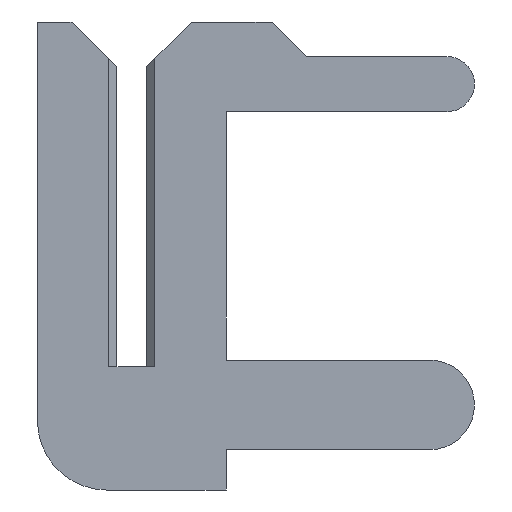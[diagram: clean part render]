
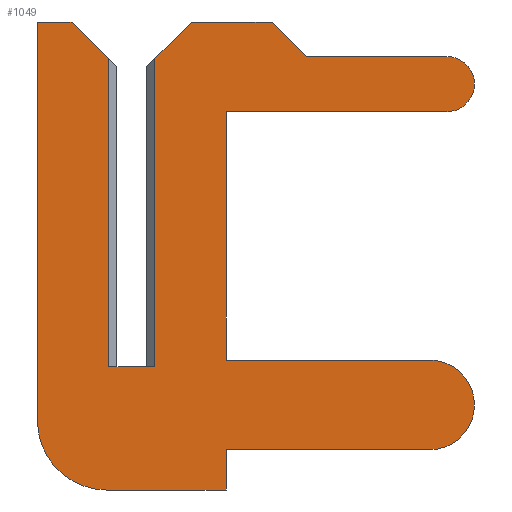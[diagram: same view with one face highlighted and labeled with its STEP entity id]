
A CAD part, left-side view. The second image highlights one B-rep face of the part: STEP entity #1049.
In plain terms, the highlighted planar face has unit normal (-1, 0, 0).
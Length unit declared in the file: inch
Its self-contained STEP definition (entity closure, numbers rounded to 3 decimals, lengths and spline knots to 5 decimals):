
#6 = LINE ( 'NONE', #948, #156 ) ;
#10 = EDGE_CURVE ( 'NONE', #625, #294, #263, .T. ) ;
#22 = VERTEX_POINT ( 'NONE', #1023 ) ;
#26 = EDGE_CURVE ( 'NONE', #200, #424, #517, .T. ) ;
#30 = VECTOR ( 'NONE', #75, 39.37008 ) ;
#37 = CARTESIAN_POINT ( 'NONE',  ( -0.01, 0.026, 0.15 ) ) ;
#38 = ORIENTED_EDGE ( 'NONE', *, *, #126, .F. ) ;
#42 = LINE ( 'NONE', #950, #145 ) ;
#45 = VERTEX_POINT ( 'NONE', #349 ) ;
#52 = LINE ( 'NONE', #136, #290 ) ;
#66 = CARTESIAN_POINT ( 'NONE',  ( -0.01, -0.041, 0.003 ) ) ;
#75 = DIRECTION ( 'NONE',  ( 0., -1., 0. ) ) ;
#79 = DIRECTION ( 'NONE',  ( 0., -1., 0. ) ) ;
#97 = EDGE_CURVE ( 'NONE', #294, #252, #42, .T. ) ;
#109 = CARTESIAN_POINT ( 'NONE',  ( -0.01, -0.1295, -0.0165 ) ) ;
#113 = DIRECTION ( 'NONE',  ( 0., 1., 0. ) ) ;
#115 = LINE ( 'NONE', #246, #329 ) ;
#125 = VERTEX_POINT ( 'NONE', #691 ) ;
#126 = EDGE_CURVE ( 'NONE', #45, #754, #306, .T. ) ;
#132 = VECTOR ( 'NONE', #216, 39.37008 ) ;
#136 = CARTESIAN_POINT ( 'NONE',  ( -0.01, -0.041, -0.0535 ) ) ;
#138 = DIRECTION ( 'NONE',  ( 0., 0., 1. ) ) ;
#145 = VECTOR ( 'NONE', #463, 39.37008 ) ;
#146 = ORIENTED_EDGE ( 'NONE', *, *, #736, .F. ) ;
#156 = VECTOR ( 'NONE', #348, 39.37008 ) ;
#163 = EDGE_CURVE ( 'NONE', #252, #200, #52, .T. ) ;
#164 = AXIS2_PLACEMENT_3D ( 'NONE', #472, #400, #898 ) ;
#171 = AXIS2_PLACEMENT_3D ( 'NONE', #109, #276, #766 ) ;
#173 = VECTOR ( 'NONE', #401, 39.37008 ) ;
#176 = ORIENTED_EDGE ( 'NONE', *, *, #163, .F. ) ;
#177 = CARTESIAN_POINT ( 'NONE',  ( -0.01, -0.137, 0.135 ) ) ;
#185 = VERTEX_POINT ( 'NONE', #446 ) ;
#193 = CARTESIAN_POINT ( 'NONE',  ( -0.01, -0.026, 0.15 ) ) ;
#195 = VERTEX_POINT ( 'NONE', #694 ) ;
#199 = CARTESIAN_POINT ( 'NONE',  ( -0.01, -0.1295, 0.003 ) ) ;
#200 = VERTEX_POINT ( 'NONE', #613 ) ;
#206 = ORIENTED_EDGE ( 'NONE', *, *, #382, .F. ) ;
#211 = EDGE_CURVE ( 'NONE', #1016, #959, #728, .T. ) ;
#213 = ORIENTED_EDGE ( 'NONE', *, *, #274, .F. ) ;
#216 = DIRECTION ( 'NONE',  ( 0., -1., 0. ) ) ;
#220 = LINE ( 'NONE', #868, #1009 ) ;
#226 = DIRECTION ( 'NONE',  ( 0., -0.707, 0.707 ) ) ;
#240 = AXIS2_PLACEMENT_3D ( 'NONE', #894, #558, #718 ) ;
#246 = CARTESIAN_POINT ( 'NONE',  ( -0.01, 0.01, -0.0235 ) ) ;
#252 = VERTEX_POINT ( 'NONE', #987 ) ;
#259 = CARTESIAN_POINT ( 'NONE',  ( -0.01, -0.041, 0.111 ) ) ;
#260 = EDGE_CURVE ( 'NONE', #195, #125, #593, .T. ) ;
#263 = CIRCLE ( 'NONE', #171, 0.0195 ) ;
#274 = EDGE_CURVE ( 'NONE', #22, #436, #351, .T. ) ;
#276 = DIRECTION ( 'NONE',  ( 1., 0., 0. ) ) ;
#287 = CARTESIAN_POINT ( 'NONE',  ( -0.01, 0.0065, 0. ) ) ;
#288 = FACE_OUTER_BOUND ( 'NONE', #412, .T. ) ;
#290 = VECTOR ( 'NONE', #533, 39.37008 ) ;
#294 = VERTEX_POINT ( 'NONE', #905 ) ;
#306 = LINE ( 'NONE', #287, #132 ) ;
#314 = CARTESIAN_POINT ( 'NONE',  ( -0.01, -0.076, 0.135 ) ) ;
#319 = VECTOR ( 'NONE', #226, 39.37008 ) ;
#320 = DIRECTION ( 'NONE',  ( 0., 0., 1. ) ) ;
#328 = CARTESIAN_POINT ( 'NONE',  ( -0.01, 0.011, -0.0535 ) ) ;
#329 = VECTOR ( 'NONE', #825, 39.37008 ) ;
#342 = VECTOR ( 'NONE', #661, 39.37008 ) ;
#344 = ORIENTED_EDGE ( 'NONE', *, *, #540, .F. ) ;
#345 = EDGE_CURVE ( 'NONE', #1024, #658, #671, .T. ) ;
#348 = DIRECTION ( 'NONE',  ( 0., -0.707, -0.707 ) ) ;
#349 = CARTESIAN_POINT ( 'NONE',  ( -0.01, 0.01, 0. ) ) ;
#351 = LINE ( 'NONE', #368, #481 ) ;
#355 = ORIENTED_EDGE ( 'NONE', *, *, #417, .T. ) ;
#364 = EDGE_CURVE ( 'NONE', #658, #1016, #529, .T. ) ;
#368 = CARTESIAN_POINT ( 'NONE',  ( -0.01, 0.041, 0.15 ) ) ;
#369 = ORIENTED_EDGE ( 'NONE', *, *, #1037, .T. ) ;
#375 = CARTESIAN_POINT ( 'NONE',  ( -0.01, 0.01, 0.134 ) ) ;
#382 = EDGE_CURVE ( 'NONE', #959, #509, #569, .T. ) ;
#383 = DIRECTION ( 'NONE',  ( 0., -0.707, -0.707 ) ) ;
#400 = DIRECTION ( 'NONE',  ( -1., 0., 0. ) ) ;
#401 = DIRECTION ( 'NONE',  ( 0., 0., -1. ) ) ;
#407 = VECTOR ( 'NONE', #383, 39.37008 ) ;
#412 = EDGE_LOOP ( 'NONE', ( #574, #369, #38, #355, #146, #988, #213, #459, #559, #176, #875, #498, #523, #1054, #344, #962, #206, #887, #423 ) ) ;
#417 = EDGE_CURVE ( 'NONE', #45, #816, #115, .T. ) ;
#423 = ORIENTED_EDGE ( 'NONE', *, *, #364, .F. ) ;
#424 = VERTEX_POINT ( 'NONE', #328 ) ;
#436 = VERTEX_POINT ( 'NONE', #652 ) ;
#445 = DIRECTION ( 'NONE',  ( 0., -1., 0. ) ) ;
#446 = CARTESIAN_POINT ( 'NONE',  ( -0.01, -0.137, 0.111 ) ) ;
#447 = AXIS2_PLACEMENT_3D ( 'NONE', #802, #615, #138 ) ;
#459 = ORIENTED_EDGE ( 'NONE', *, *, #985, .F. ) ;
#463 = DIRECTION ( 'NONE',  ( 0., 1., 0. ) ) ;
#465 = DIRECTION ( 'NONE',  ( 0., -1., 0. ) ) ;
#472 = CARTESIAN_POINT ( 'NONE',  ( -0.01, 0.011, -0.0235 ) ) ;
#476 = PLANE ( 'NONE',  #164 ) ;
#481 = VECTOR ( 'NONE', #320, 39.37008 ) ;
#498 = ORIENTED_EDGE ( 'NONE', *, *, #10, .F. ) ;
#509 = VERTEX_POINT ( 'NONE', #177 ) ;
#517 = LINE ( 'NONE', #1028, #865 ) ;
#523 = ORIENTED_EDGE ( 'NONE', *, *, #751, .F. ) ;
#529 = LINE ( 'NONE', #636, #925 ) ;
#533 = DIRECTION ( 'NONE',  ( 0., 0., -1. ) ) ;
#540 = EDGE_CURVE ( 'NONE', #185, #195, #864, .T. ) ;
#550 = CARTESIAN_POINT ( 'NONE',  ( -0.01, -0.061, 0.15 ) ) ;
#551 = CARTESIAN_POINT ( 'NONE',  ( -0.01, -0.0065, 0.1305 ) ) ;
#558 = DIRECTION ( 'NONE',  ( 1., 0., 0. ) ) ;
#559 = ORIENTED_EDGE ( 'NONE', *, *, #26, .F. ) ;
#569 = LINE ( 'NONE', #972, #30 ) ;
#574 = ORIENTED_EDGE ( 'NONE', *, *, #345, .F. ) ;
#593 = LINE ( 'NONE', #66, #173 ) ;
#613 = CARTESIAN_POINT ( 'NONE',  ( -0.01, -0.041, -0.0535 ) ) ;
#615 = DIRECTION ( 'NONE',  ( 1., 0., 0. ) ) ;
#619 = VECTOR ( 'NONE', #465, 39.37008 ) ;
#625 = VERTEX_POINT ( 'NONE', #199 ) ;
#636 = CARTESIAN_POINT ( 'NONE',  ( -0.01, -0.026, 0.15 ) ) ;
#652 = CARTESIAN_POINT ( 'NONE',  ( -0.01, 0.041, 0.15 ) ) ;
#658 = VERTEX_POINT ( 'NONE', #193 ) ;
#661 = DIRECTION ( 'NONE',  ( 0., 1., 0. ) ) ;
#662 = CIRCLE ( 'NONE', #447, 0.012 ) ;
#668 = VERTEX_POINT ( 'NONE', #37 ) ;
#671 = LINE ( 'NONE', #551, #319 ) ;
#673 = EDGE_CURVE ( 'NONE', #436, #668, #220, .T. ) ;
#681 = LINE ( 'NONE', #980, #969 ) ;
#691 = CARTESIAN_POINT ( 'NONE',  ( -0.01, -0.041, 0.003 ) ) ;
#694 = CARTESIAN_POINT ( 'NONE',  ( -0.01, -0.041, 0.111 ) ) ;
#697 = CARTESIAN_POINT ( 'NONE',  ( -0.01, -0.01, 0. ) ) ;
#718 = DIRECTION ( 'NONE',  ( 0., 0., 1. ) ) ;
#728 = LINE ( 'NONE', #883, #407 ) ;
#729 = CARTESIAN_POINT ( 'NONE',  ( -0.01, -0.01, 0.134 ) ) ;
#736 = EDGE_CURVE ( 'NONE', #668, #816, #6, .T. ) ;
#751 = EDGE_CURVE ( 'NONE', #125, #625, #768, .T. ) ;
#754 = VERTEX_POINT ( 'NONE', #697 ) ;
#766 = DIRECTION ( 'NONE',  ( 0., 0., 1. ) ) ;
#768 = LINE ( 'NONE', #863, #619 ) ;
#802 = CARTESIAN_POINT ( 'NONE',  ( -0.01, -0.137, 0.123 ) ) ;
#816 = VERTEX_POINT ( 'NONE', #375 ) ;
#825 = DIRECTION ( 'NONE',  ( 0., 0., 1. ) ) ;
#863 = CARTESIAN_POINT ( 'NONE',  ( -0.01, -0.1295, 0.003 ) ) ;
#864 = LINE ( 'NONE', #259, #342 ) ;
#865 = VECTOR ( 'NONE', #113, 39.37008 ) ;
#868 = CARTESIAN_POINT ( 'NONE',  ( -0.01, 0.026, 0.15 ) ) ;
#875 = ORIENTED_EDGE ( 'NONE', *, *, #97, .F. ) ;
#883 = CARTESIAN_POINT ( 'NONE',  ( -0.01, -0.076, 0.135 ) ) ;
#887 = ORIENTED_EDGE ( 'NONE', *, *, #211, .F. ) ;
#890 = EDGE_CURVE ( 'NONE', #509, #185, #662, .T. ) ;
#894 = CARTESIAN_POINT ( 'NONE',  ( -0.01, 0.011, -0.0235 ) ) ;
#898 = DIRECTION ( 'NONE',  ( 0., 0., 1. ) ) ;
#904 = DIRECTION ( 'NONE',  ( 0., 0., -1. ) ) ;
#905 = CARTESIAN_POINT ( 'NONE',  ( -0.01, -0.1295, -0.036 ) ) ;
#925 = VECTOR ( 'NONE', #79, 39.37008 ) ;
#948 = CARTESIAN_POINT ( 'NONE',  ( -0.01, 0.0065, 0.1305 ) ) ;
#950 = CARTESIAN_POINT ( 'NONE',  ( -0.01, -0.041, -0.036 ) ) ;
#959 = VERTEX_POINT ( 'NONE', #314 ) ;
#962 = ORIENTED_EDGE ( 'NONE', *, *, #890, .F. ) ;
#969 = VECTOR ( 'NONE', #904, 39.37008 ) ;
#972 = CARTESIAN_POINT ( 'NONE',  ( -0.01, -0.137, 0.135 ) ) ;
#980 = CARTESIAN_POINT ( 'NONE',  ( -0.01, -0.01, 0.15 ) ) ;
#981 = CIRCLE ( 'NONE', #240, 0.03 ) ;
#985 = EDGE_CURVE ( 'NONE', #424, #22, #981, .T. ) ;
#987 = CARTESIAN_POINT ( 'NONE',  ( -0.01, -0.041, -0.036 ) ) ;
#988 = ORIENTED_EDGE ( 'NONE', *, *, #673, .F. ) ;
#1009 = VECTOR ( 'NONE', #445, 39.37008 ) ;
#1016 = VERTEX_POINT ( 'NONE', #550 ) ;
#1023 = CARTESIAN_POINT ( 'NONE',  ( -0.01, 0.041, -0.0235 ) ) ;
#1024 = VERTEX_POINT ( 'NONE', #729 ) ;
#1028 = CARTESIAN_POINT ( 'NONE',  ( -0.01, 0.011, -0.0535 ) ) ;
#1037 = EDGE_CURVE ( 'NONE', #1024, #754, #681, .T. ) ;
#1049 = ADVANCED_FACE ( 'NONE', ( #288 ), #476, .T. ) ;
#1054 = ORIENTED_EDGE ( 'NONE', *, *, #260, .F. ) ;
